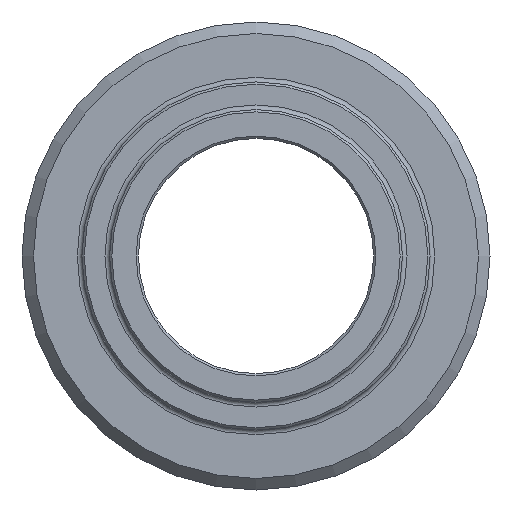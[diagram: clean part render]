
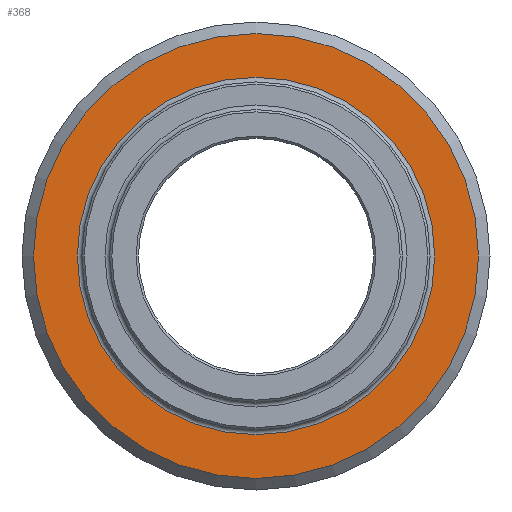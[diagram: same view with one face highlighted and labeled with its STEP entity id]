
A CAD part, left-side view. The second image highlights one B-rep face of the part: STEP entity #368.
In plain terms, the highlighted planar face has unit normal (-1, 0, 0).
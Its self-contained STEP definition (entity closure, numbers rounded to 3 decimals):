
#17=FACE_BOUND('',#80,.T.);
#22=PLANE('',#437);
#52=FACE_OUTER_BOUND('',#79,.T.);
#79=EDGE_LOOP('',(#301));
#80=EDGE_LOOP('',(#302));
#144=CIRCLE('',#436,7.75);
#145=CIRCLE('',#438,9.65);
#178=VERTEX_POINT('',#664);
#179=VERTEX_POINT('',#668);
#221=EDGE_CURVE('',#178,#178,#144,.T.);
#222=EDGE_CURVE('',#179,#179,#145,.T.);
#301=ORIENTED_EDGE('',*,*,#222,.F.);
#302=ORIENTED_EDGE('',*,*,#221,.T.);
#368=ADVANCED_FACE('',(#52,#17),#22,.T.);
#436=AXIS2_PLACEMENT_3D('',#666,#541,#542);
#437=AXIS2_PLACEMENT_3D('',#667,#543,#544);
#438=AXIS2_PLACEMENT_3D('',#669,#545,#546);
#541=DIRECTION('center_axis',(1.,0.,0.));
#542=DIRECTION('ref_axis',(0.,0.,-1.));
#543=DIRECTION('center_axis',(-1.,0.,0.));
#544=DIRECTION('ref_axis',(0.,0.,1.));
#545=DIRECTION('center_axis',(1.,0.,0.));
#546=DIRECTION('ref_axis',(0.,0.,-1.));
#664=CARTESIAN_POINT('',(40.7,0.,7.75));
#666=CARTESIAN_POINT('Origin',(40.7,0.,0.));
#667=CARTESIAN_POINT('Origin',(40.7,9.65,0.));
#668=CARTESIAN_POINT('',(40.7,-9.65,0.));
#669=CARTESIAN_POINT('Origin',(40.7,0.,0.));
